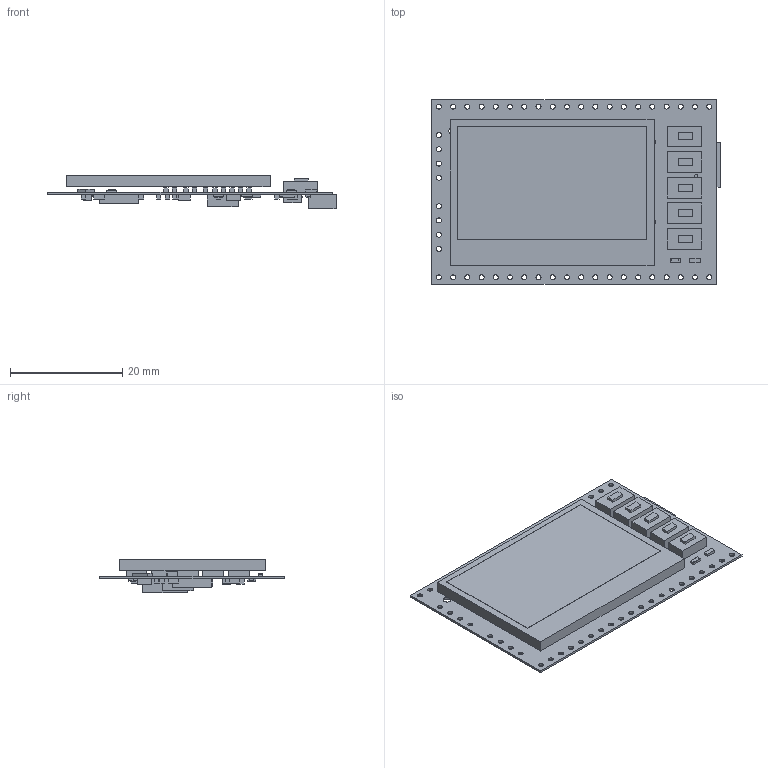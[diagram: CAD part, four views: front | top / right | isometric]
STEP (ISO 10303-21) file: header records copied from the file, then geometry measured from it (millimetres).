
FILE_DESCRIPTION(('Open CASCADE Model'),'2;1');
FILE_NAME('Open CASCADE Shape Model','2014-10-17T15:11:37',('Author'),( 'Open CASCADE'),'Open CASCADE STEP processor 6.2','Open CASCADE 6.2' ,'Unknown');
FILE_SCHEMA(('AUTOMOTIVE_DESIGN { 1 0 10303 214 1 1 1 1 }'));
Length unit declared in the file: millimetre
Products named in the file (105): PCB; Board; R16MiCore; 531042864; Extruded; 531042992; R15MiCore; U3MiCore; 629948368; C11MiCore; 629949008; C6MiCore; C4MiCore; C2MiCore; C9MiCore; C3MiCore; C1MiCore; C7MiCore; C10MiCore; C8MiCore; C12MiCore; C13MiCore; C14MiCore; 531042224; C15MiCore; C16MiCore; C17MiCore; C23MiCore; C19MiCore; C20MiCore; C21MiCore; LED3MiCore; 629948624; F1MiCore; 629947984; P5MiCore; 629948880; LCD1MiCore; 629950160; 629949520 ...
Assembly tree (159 placements, depth 4):
  PCB
    Board
    R16MiCore
      531042864
        Extruded
      531042992
        Extruded
    R15MiCore
      531042864
        Extruded
      531042992
        Extruded
    U3MiCore
      629948368
        Extruded
    C11MiCore
      629949008
        Extruded
    C6MiCore
      629949008
        Extruded
    C4MiCore
      629949008
        Extruded
    C2MiCore
      629949008
        Extruded
    C9MiCore
      629949008
        Extruded
    C3MiCore
      629949008
        Extruded
    C1MiCore
      629949008
        Extruded
    C7MiCore
      629949008
        Extruded
    C10MiCore
      629949008
        Extruded
    C8MiCore
      629949008
        Extruded
    C12MiCore
      629949008
        Extruded
    C13MiCore
      629949008
        Extruded
    C14MiCore
      531042224
        Extruded
    C15MiCore
      629949008
        Extruded
    C16MiCore
      531042224
        Extruded
Bounding box: 51.49 x 33.02 x 5.94 mm (x, y, z)
Volume: 3120.8 mm3; surface area: 8232 mm2
Topology: 79 solids, 79 shells, 529 faces, 1113 edges, 742 vertices
Faces by surface type: plane 476, cylinder 53
Full cylindrical faces by diameter (mm): 0.55 x2, 0.9 x48, 1.4 x3
Entity records: 14518 total; most frequent: CARTESIAN_POINT 2656, DIRECTION 2077, LINE 1147, VECTOR 1147, ORIENTED_EDGE 906, PCURVE 906, DEFINITIONAL_REPRESENTATION 906, AXIS2_PLACEMENT_3D 465
